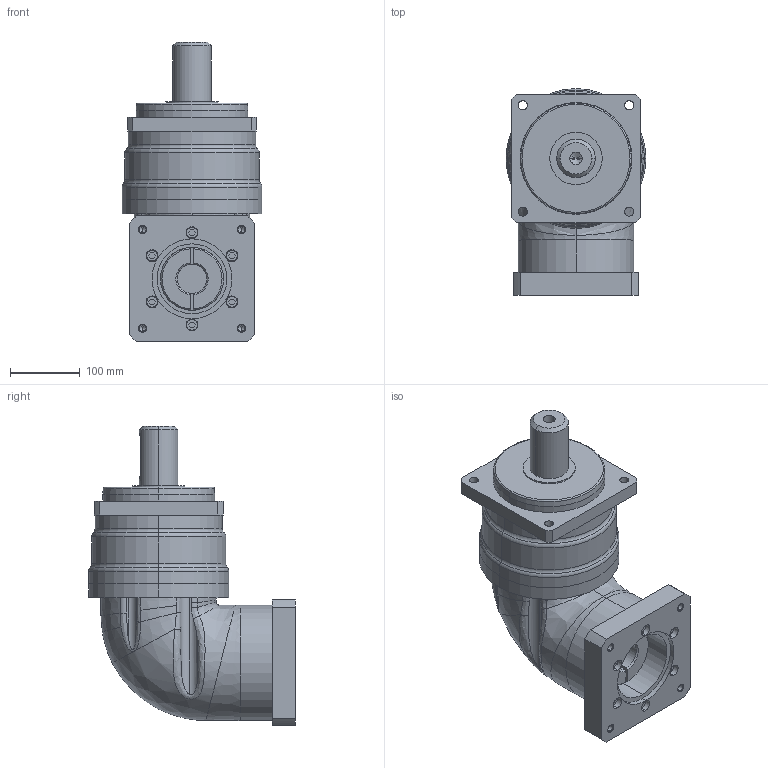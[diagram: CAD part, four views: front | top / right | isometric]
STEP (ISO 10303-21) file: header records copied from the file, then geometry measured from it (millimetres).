
FILE_DESCRIPTION((''),'2;1');
FILE_NAME('EVB180-L1-S2_ASM','2022-06-13T13:12:36',('Administrator'),(''),'CREO PARAMETRIC BY PTC INC, 2019010','CREO PARAMETRIC BY PTC INC, 2019010','');
FILE_SCHEMA(('CONFIG_CONTROL_DESIGN'));
Length unit declared in the file: millimetre
Products named in the file (4): M20_1000; __10001; EVB180-L1-S2_1_ASM; EVB180-L1-S2_ASM
Assembly tree (3 placements, depth 3):
  EVB180-L1-S2_ASM
    EVB180-L1-S2_1_ASM
      M20_1000
      __10001
Bounding box: 200 x 295.3 x 428.3 mm (x, y, z)
Volume: 9992241.1 mm3; surface area: 475505.9 mm2
Topology: 2 solids, 2 shells, 257 faces, 619 edges, 389 vertices
Faces by surface type: plane 86, cylinder 83, bspline 40, cone 26, torus 22
Entity records: 12276 total; most frequent: CARTESIAN_POINT 6334, ORIENTED_EDGE 1218, DIRECTION 1186, EDGE_CURVE 609, AXIS2_PLACEMENT_3D 459, VERTEX_POINT 389, EDGE_LOOP 298, VECTOR 268
